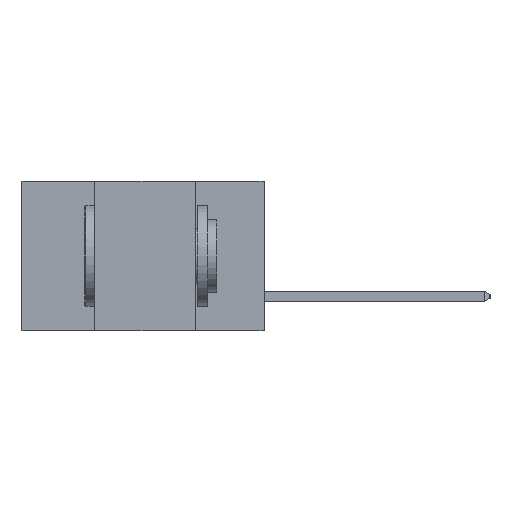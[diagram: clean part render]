
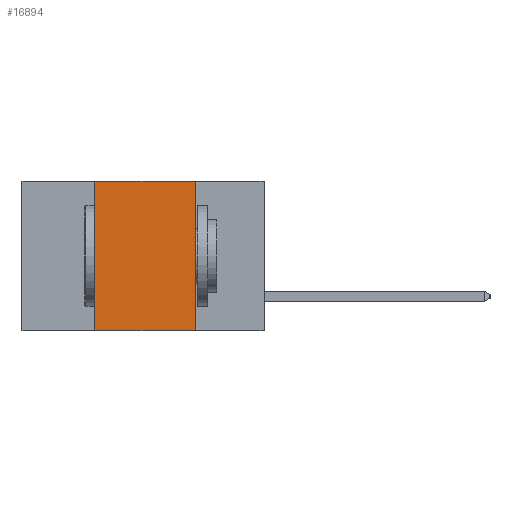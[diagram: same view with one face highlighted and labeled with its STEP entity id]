
A CAD part, left-side view. The second image highlights one B-rep face of the part: STEP entity #16894.
In plain terms, the highlighted planar face has unit normal (-1, 0, 0).
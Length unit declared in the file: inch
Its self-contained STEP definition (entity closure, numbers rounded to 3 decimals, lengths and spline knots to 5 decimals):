
#864 = DIRECTION ( 'NONE',  ( 0., 0., -1. ) ) ;
#3133 = EDGE_CURVE ( 'NONE', #5443, #8611, #19256, .T. ) ;
#3241 = CARTESIAN_POINT ( 'NONE',  ( 0., 0.17, 0. ) ) ;
#3514 = VERTEX_POINT ( 'NONE', #9604 ) ;
#3613 = LINE ( 'NONE', #10359, #18000 ) ;
#4142 = DIRECTION ( 'NONE',  ( 0., -1., 0. ) ) ;
#4376 = VECTOR ( 'NONE', #6325, 39.37008 ) ;
#5349 = EDGE_CURVE ( 'NONE', #22611, #3514, #11787, .T. ) ;
#5443 = VERTEX_POINT ( 'NONE', #8463 ) ;
#5657 = CARTESIAN_POINT ( 'NONE',  ( 0., 0.6, -0.37 ) ) ;
#6325 = DIRECTION ( 'NONE',  ( 0., -1., 0. ) ) ;
#6499 = DIRECTION ( 'NONE',  ( 0., 0., 1. ) ) ;
#7025 = DIRECTION ( 'NONE',  ( 0., 0., -1. ) ) ;
#8463 = CARTESIAN_POINT ( 'NONE',  ( 0., 0.42, 0. ) ) ;
#8611 = VERTEX_POINT ( 'NONE', #3241 ) ;
#9604 = CARTESIAN_POINT ( 'NONE',  ( 0., 0.17, -0.37 ) ) ;
#10359 = CARTESIAN_POINT ( 'NONE',  ( 0., 0.42, 0. ) ) ;
#10499 = LINE ( 'NONE', #18128, #20126 ) ;
#11787 = LINE ( 'NONE', #5657, #17201 ) ;
#11899 = ORIENTED_EDGE ( 'NONE', *, *, #23840, .F. ) ;
#12352 = DIRECTION ( 'NONE',  ( 1., 0., 0. ) ) ;
#12468 = ORIENTED_EDGE ( 'NONE', *, *, #3133, .F. ) ;
#12717 = CARTESIAN_POINT ( 'NONE',  ( 0., 0.6, 0. ) ) ;
#12913 = CARTESIAN_POINT ( 'NONE',  ( 0., 0.42, -0.37 ) ) ;
#13020 = ORIENTED_EDGE ( 'NONE', *, *, #5349, .T. ) ;
#16894 = ADVANCED_FACE ( 'NONE', ( #17067 ), #19560, .F. ) ;
#17067 = FACE_OUTER_BOUND ( 'NONE', #22141, .T. ) ;
#17201 = VECTOR ( 'NONE', #4142, 39.37008 ) ;
#17314 = ORIENTED_EDGE ( 'NONE', *, *, #22290, .F. ) ;
#18000 = VECTOR ( 'NONE', #6499, 39.37008 ) ;
#18128 = CARTESIAN_POINT ( 'NONE',  ( 0., 0.17, 0. ) ) ;
#19256 = LINE ( 'NONE', #12717, #4376 ) ;
#19560 = PLANE ( 'NONE',  #20897 ) ;
#20126 = VECTOR ( 'NONE', #7025, 39.37008 ) ;
#20897 = AXIS2_PLACEMENT_3D ( 'NONE', #23112, #12352, #864 ) ;
#22141 = EDGE_LOOP ( 'NONE', ( #11899, #12468, #17314, #13020 ) ) ;
#22290 = EDGE_CURVE ( 'NONE', #22611, #5443, #3613, .T. ) ;
#22611 = VERTEX_POINT ( 'NONE', #12913 ) ;
#23112 = CARTESIAN_POINT ( 'NONE',  ( 0., 0.6, 0. ) ) ;
#23840 = EDGE_CURVE ( 'NONE', #8611, #3514, #10499, .T. ) ;
